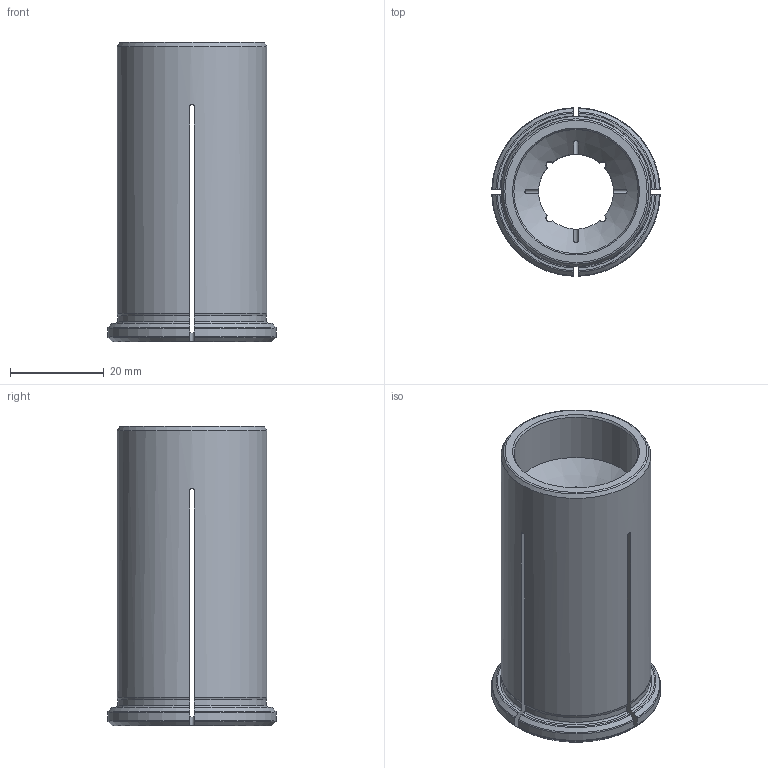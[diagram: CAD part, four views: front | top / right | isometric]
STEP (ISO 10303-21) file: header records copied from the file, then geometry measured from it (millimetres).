
FILE_DESCRIPTION(/* description */ (''),/* implementation_level */ '2;1');
FILE_NAME(/* name */ '193216002.stp',/* time_stamp */ '2021-09-17T15:29:16',/* author */ ('LRA'),/* organization */ ('REGO-FIX'),/* preprocessor_version */ ' Unknown',/* originating_system */ 'SIEMENS PLM Software Solid Edge ST10',/* authorization */ 'Unknown');
FILE_SCHEMA (('AUTOMOTIVE_DESIGN { 1 0 10303 214 2 1 1}'));
Length unit declared in the file: millimetre
Products named in the file (1): NOCUT
Bounding box: 35.99 x 35.99 x 64 mm (x, y, z)
Volume: 32809.6 mm3; surface area: 14360 mm2
Topology: 1 solids, 1 shells, 80 faces, 256 edges, 170 vertices
Faces by surface type: cylinder 26, torus 25, cone 15, plane 14
Full cylindrical faces by diameter (mm): 26.5 x1, 32 x1
Entity records: 3008 total; most frequent: CARTESIAN_POINT 856, ORIENTED_EDGE 492, DIRECTION 396, EDGE_CURVE 246, VERTEX_POINT 166, AXIS2_PLACEMENT_3D 162, B_SPLINE_CURVE_WITH_KNOTS 96, EDGE_LOOP 88
